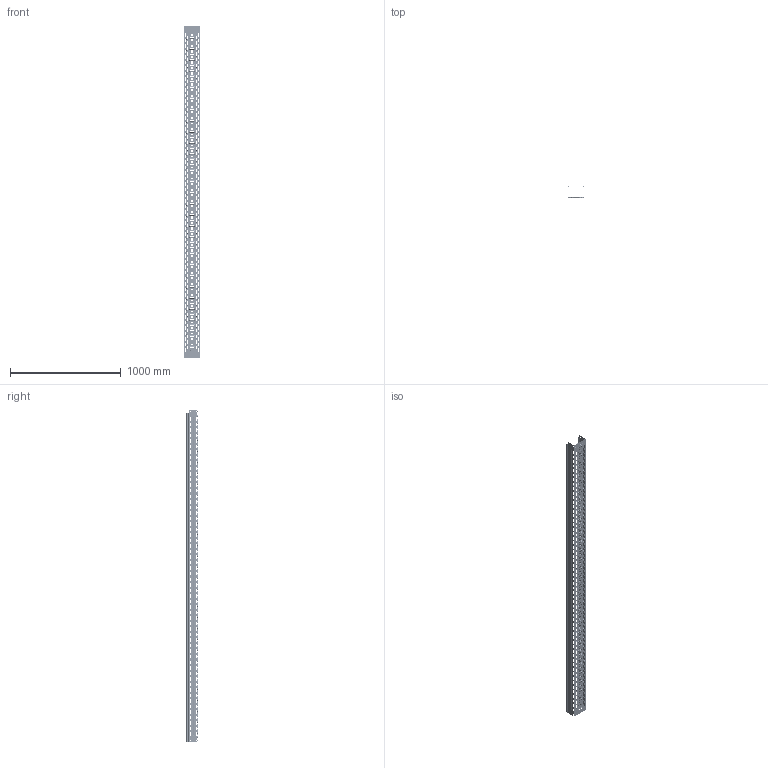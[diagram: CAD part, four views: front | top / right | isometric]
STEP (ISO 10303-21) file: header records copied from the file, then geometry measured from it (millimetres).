
FILE_DESCRIPTION (( 'STEP AP203' ), '1' );
FILE_NAME ('Perforated tray 100õ150õ3000.STEP', '2017-11-20T07:39:44', ( '' ), ( '' ), 'SwSTEP 2.0', 'SolidWorks 2017', '' );
FILE_SCHEMA (( 'CONFIG_CONTROL_DESIGN' ));
Length unit declared in the file: millimetre
Products named in the file (1): Perforated tray 100õ150õ3000
Bounding box: 153.17 x 101.48 x 3000 mm (x, y, z)
Volume: 703836.9 mm3; surface area: 2045656.8 mm2
Topology: 1 solids, 1 shells, 6525 faces, 16567 edges, 10398 vertices
Faces by surface type: cylinder 2752, torus 2118, plane 1570, bspline 85
Entity records: 207446 total; most frequent: CARTESIAN_POINT 40379, DIRECTION 38496, ORIENTED_EDGE 33102, EDGE_CURVE 16551, AXIS2_PLACEMENT_3D 15730, VERTEX_POINT 10398, CIRCLE 9289, EDGE_LOOP 8071
